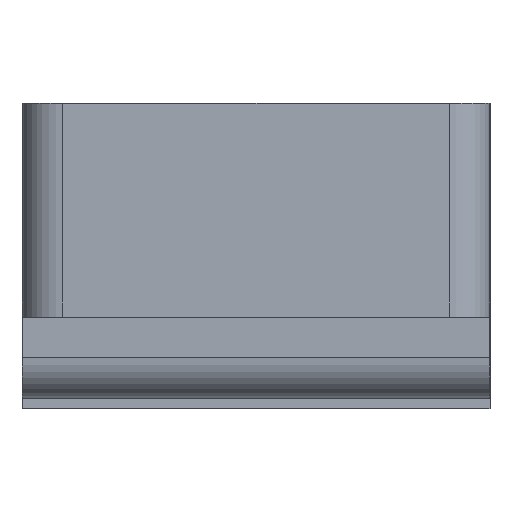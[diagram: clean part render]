
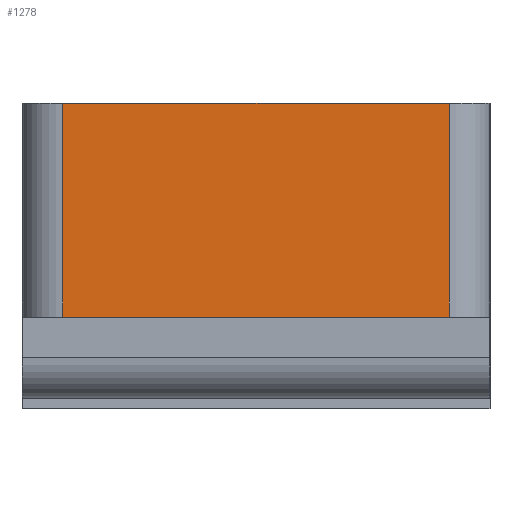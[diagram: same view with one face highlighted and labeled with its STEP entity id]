
A CAD part, left-side view. The second image highlights one B-rep face of the part: STEP entity #1278.
In plain terms, the highlighted planar face has unit normal (-1, 0, 0).
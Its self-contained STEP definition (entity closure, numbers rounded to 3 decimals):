
#43 = PLANE('',#44);
#44 = AXIS2_PLACEMENT_3D('',#45,#46,#47);
#45 = CARTESIAN_POINT('',(-6.,40.,0.));
#46 = DIRECTION('',(0.,-1.,0.));
#47 = DIRECTION('',(-1.,0.,0.));
#125 = VERTEX_POINT('',#126);
#126 = CARTESIAN_POINT('',(-80.,40.,21.));
#141 = CYLINDRICAL_SURFACE('',#142,2.);
#142 = AXIS2_PLACEMENT_3D('',#143,#144,#145);
#143 = CARTESIAN_POINT('',(-78.,40.,21.));
#144 = DIRECTION('',(0.,-1.,0.));
#145 = DIRECTION('',(0.,0.,1.));
#153 = EDGE_CURVE('',#154,#125,#156,.T.);
#154 = VERTEX_POINT('',#155);
#155 = CARTESIAN_POINT('',(-80.,40.,2.));
#156 = SURFACE_CURVE('',#157,(#161,#168),.PCURVE_S1.);
#157 = LINE('',#158,#159);
#158 = CARTESIAN_POINT('',(-80.,40.,0.));
#159 = VECTOR('',#160,1.);
#160 = DIRECTION('',(0.,0.,1.));
#161 = PCURVE('',#43,#162);
#162 = DEFINITIONAL_REPRESENTATION('',(#163),#167);
#163 = LINE('',#164,#165);
#164 = CARTESIAN_POINT('',(74.,0.));
#165 = VECTOR('',#166,1.);
#166 = DIRECTION('',(0.,-1.));
#167 = ( GEOMETRIC_REPRESENTATION_CONTEXT(2) 
PARAMETRIC_REPRESENTATION_CONTEXT() REPRESENTATION_CONTEXT('2D SPACE',''
  ) );
#168 = PCURVE('',#169,#174);
#169 = PLANE('',#170);
#170 = AXIS2_PLACEMENT_3D('',#171,#172,#173);
#171 = CARTESIAN_POINT('',(-80.,40.,0.));
#172 = DIRECTION('',(1.,0.,0.));
#173 = DIRECTION('',(0.,-1.,0.));
#174 = DEFINITIONAL_REPRESENTATION('',(#175),#179);
#175 = LINE('',#176,#177);
#176 = CARTESIAN_POINT('',(0.,0.));
#177 = VECTOR('',#178,1.);
#178 = DIRECTION('',(0.,-1.));
#179 = ( GEOMETRIC_REPRESENTATION_CONTEXT(2) 
PARAMETRIC_REPRESENTATION_CONTEXT() REPRESENTATION_CONTEXT('2D SPACE',''
  ) );
#202 = CYLINDRICAL_SURFACE('',#203,2.);
#203 = AXIS2_PLACEMENT_3D('',#204,#205,#206);
#204 = CARTESIAN_POINT('',(-78.,40.,2.));
#205 = DIRECTION('',(0.,-1.,0.));
#206 = DIRECTION('',(0.,0.,-1.));
#629 = PLANE('',#630);
#630 = AXIS2_PLACEMENT_3D('',#631,#632,#633);
#631 = CARTESIAN_POINT('',(-80.,29.5,0.));
#632 = DIRECTION('',(0.,1.,0.));
#633 = DIRECTION('',(1.,0.,0.));
#1179 = EDGE_CURVE('',#154,#1180,#1182,.T.);
#1180 = VERTEX_POINT('',#1181);
#1181 = CARTESIAN_POINT('',(-80.,29.5,2.));
#1182 = SURFACE_CURVE('',#1183,(#1187,#1194),.PCURVE_S1.);
#1183 = LINE('',#1184,#1185);
#1184 = CARTESIAN_POINT('',(-80.,40.,2.));
#1185 = VECTOR('',#1186,1.);
#1186 = DIRECTION('',(0.,-1.,0.));
#1187 = PCURVE('',#202,#1188);
#1188 = DEFINITIONAL_REPRESENTATION('',(#1189),#1193);
#1189 = LINE('',#1190,#1191);
#1190 = CARTESIAN_POINT('',(-1.571,0.));
#1191 = VECTOR('',#1192,1.);
#1192 = DIRECTION('',(0.,1.));
#1193 = ( GEOMETRIC_REPRESENTATION_CONTEXT(2) 
PARAMETRIC_REPRESENTATION_CONTEXT() REPRESENTATION_CONTEXT('2D SPACE',''
  ) );
#1194 = PCURVE('',#169,#1195);
#1195 = DEFINITIONAL_REPRESENTATION('',(#1196),#1200);
#1196 = LINE('',#1197,#1198);
#1197 = CARTESIAN_POINT('',(0.,-2.));
#1198 = VECTOR('',#1199,1.);
#1199 = DIRECTION('',(1.,0.));
#1200 = ( GEOMETRIC_REPRESENTATION_CONTEXT(2) 
PARAMETRIC_REPRESENTATION_CONTEXT() REPRESENTATION_CONTEXT('2D SPACE',''
  ) );
#1229 = EDGE_CURVE('',#125,#1230,#1232,.T.);
#1230 = VERTEX_POINT('',#1231);
#1231 = CARTESIAN_POINT('',(-80.,29.5,21.));
#1232 = SURFACE_CURVE('',#1233,(#1237,#1244),.PCURVE_S1.);
#1233 = LINE('',#1234,#1235);
#1234 = CARTESIAN_POINT('',(-80.,40.,21.));
#1235 = VECTOR('',#1236,1.);
#1236 = DIRECTION('',(0.,-1.,0.));
#1237 = PCURVE('',#141,#1238);
#1238 = DEFINITIONAL_REPRESENTATION('',(#1239),#1243);
#1239 = LINE('',#1240,#1241);
#1240 = CARTESIAN_POINT('',(1.571,0.));
#1241 = VECTOR('',#1242,1.);
#1242 = DIRECTION('',(0.,1.));
#1243 = ( GEOMETRIC_REPRESENTATION_CONTEXT(2) 
PARAMETRIC_REPRESENTATION_CONTEXT() REPRESENTATION_CONTEXT('2D SPACE',''
  ) );
#1244 = PCURVE('',#169,#1245);
#1245 = DEFINITIONAL_REPRESENTATION('',(#1246),#1250);
#1246 = LINE('',#1247,#1248);
#1247 = CARTESIAN_POINT('',(0.,-21.));
#1248 = VECTOR('',#1249,1.);
#1249 = DIRECTION('',(1.,0.));
#1250 = ( GEOMETRIC_REPRESENTATION_CONTEXT(2) 
PARAMETRIC_REPRESENTATION_CONTEXT() REPRESENTATION_CONTEXT('2D SPACE',''
  ) );
#1278 = ADVANCED_FACE('',(#1279),#169,.F.);
#1279 = FACE_BOUND('',#1280,.F.);
#1280 = EDGE_LOOP('',(#1281,#1282,#1283,#1304));
#1281 = ORIENTED_EDGE('',*,*,#153,.T.);
#1282 = ORIENTED_EDGE('',*,*,#1229,.T.);
#1283 = ORIENTED_EDGE('',*,*,#1284,.F.);
#1284 = EDGE_CURVE('',#1180,#1230,#1285,.T.);
#1285 = SURFACE_CURVE('',#1286,(#1290,#1297),.PCURVE_S1.);
#1286 = LINE('',#1287,#1288);
#1287 = CARTESIAN_POINT('',(-80.,29.5,0.));
#1288 = VECTOR('',#1289,1.);
#1289 = DIRECTION('',(0.,0.,1.));
#1290 = PCURVE('',#169,#1291);
#1291 = DEFINITIONAL_REPRESENTATION('',(#1292),#1296);
#1292 = LINE('',#1293,#1294);
#1293 = CARTESIAN_POINT('',(10.5,0.));
#1294 = VECTOR('',#1295,1.);
#1295 = DIRECTION('',(0.,-1.));
#1296 = ( GEOMETRIC_REPRESENTATION_CONTEXT(2) 
PARAMETRIC_REPRESENTATION_CONTEXT() REPRESENTATION_CONTEXT('2D SPACE',''
  ) );
#1297 = PCURVE('',#629,#1298);
#1298 = DEFINITIONAL_REPRESENTATION('',(#1299),#1303);
#1299 = LINE('',#1300,#1301);
#1300 = CARTESIAN_POINT('',(0.,0.));
#1301 = VECTOR('',#1302,1.);
#1302 = DIRECTION('',(0.,-1.));
#1303 = ( GEOMETRIC_REPRESENTATION_CONTEXT(2) 
PARAMETRIC_REPRESENTATION_CONTEXT() REPRESENTATION_CONTEXT('2D SPACE',''
  ) );
#1304 = ORIENTED_EDGE('',*,*,#1179,.F.);
